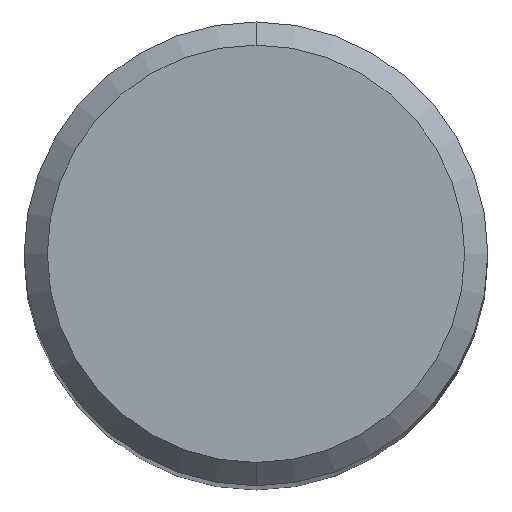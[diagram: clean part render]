
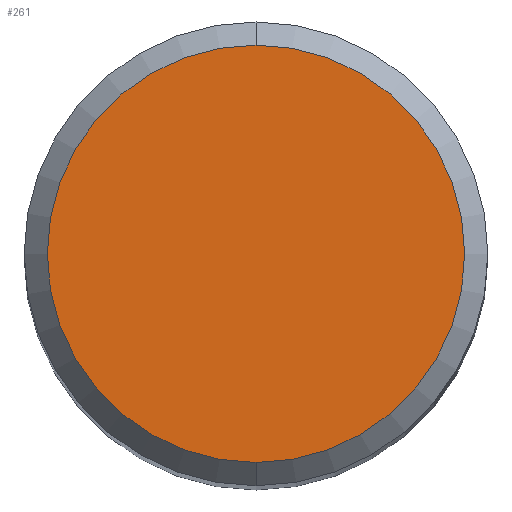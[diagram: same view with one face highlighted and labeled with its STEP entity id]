
A CAD part, top view. The second image highlights one B-rep face of the part: STEP entity #261.
In plain terms, the highlighted planar face has unit normal (0, 0, 1).
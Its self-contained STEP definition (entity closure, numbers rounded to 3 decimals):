
#229=EDGE_CURVE('',#297,#417,#542,.T.);
#261=ADVANCED_FACE('',(#578),#579,.T.);
#297=VERTEX_POINT('',#619);
#417=VERTEX_POINT('',#750);
#461=EDGE_CURVE('',#417,#297,#797,.T.);
#542=CIRCLE('',#912,4.5);
#578=FACE_OUTER_BOUND('',#968,.T.);
#579=PLANE('',#969);
#619=CARTESIAN_POINT('',(0.0,4.5,0.0));
#750=CARTESIAN_POINT('',(0.,-4.5,0.0));
#797=CIRCLE('',#1474,4.5);
#912=AXIS2_PLACEMENT_3D('',#1552,#1553,#1554);
#968=EDGE_LOOP('',(#1601,#1602));
#969=AXIS2_PLACEMENT_3D('',#1603,#1604,#1605);
#1474=AXIS2_PLACEMENT_3D('',#1827,#1828,#1829);
#1552=CARTESIAN_POINT('',(0.0,0.0,0.0));
#1553=DIRECTION('',(0.0,0.0,-1.0));
#1554=DIRECTION('',(0.0,1.0,0.0));
#1601=ORIENTED_EDGE('',*,*,#229,.F.);
#1602=ORIENTED_EDGE('',*,*,#461,.F.);
#1603=CARTESIAN_POINT('',(0.0,2.25,0.0));
#1604=DIRECTION('',(-0.0,0.0,1.0));
#1605=DIRECTION('',(0.0,-1.0,0.0));
#1827=CARTESIAN_POINT('',(0.0,0.0,0.0));
#1828=DIRECTION('',(0.0,0.0,-1.0));
#1829=DIRECTION('',(0.0,1.0,0.0));
